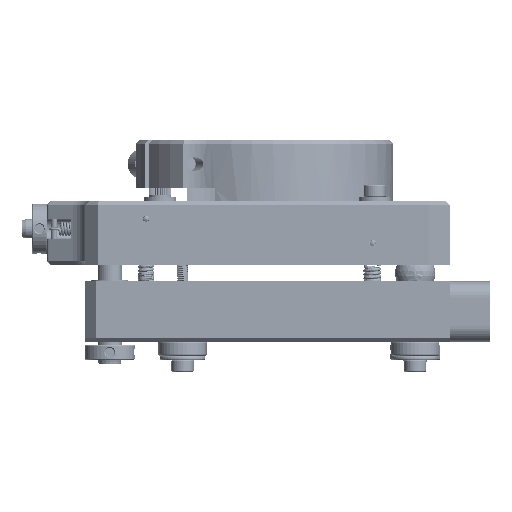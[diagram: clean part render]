
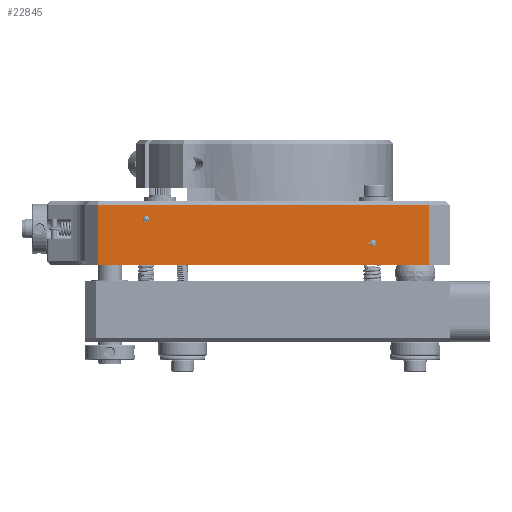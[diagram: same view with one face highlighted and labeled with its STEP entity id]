
A CAD part, left-side view. The second image highlights one B-rep face of the part: STEP entity #22845.
In plain terms, the highlighted planar face has unit normal (-1, 0, 0).
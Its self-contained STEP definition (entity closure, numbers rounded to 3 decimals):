
#1763=FACE_BOUND('',#3650,.T.);
#1764=FACE_BOUND('',#3651,.T.);
#2183=FACE_OUTER_BOUND('',#3649,.T.);
#3649=EDGE_LOOP('',(#16402,#16403,#16404,#16405));
#3650=EDGE_LOOP('',(#16406));
#3651=EDGE_LOOP('',(#16407));
#5107=LINE('',#34563,#6824);
#5338=LINE('',#36031,#7055);
#5372=LINE('',#36344,#7089);
#5373=LINE('',#36346,#7090);
#6824=VECTOR('',#27448,10.);
#7055=VECTOR('',#28247,10.);
#7089=VECTOR('',#28341,10.);
#7090=VECTOR('',#28344,10.);
#8626=CIRCLE('',#24688,0.8);
#8711=CIRCLE('',#24886,0.8);
#9690=VERTEX_POINT('',#34560);
#9691=VERTEX_POINT('',#34562);
#9803=VERTEX_POINT('',#35295);
#9999=VERTEX_POINT('',#36028);
#10012=VERTEX_POINT('',#36342);
#10013=VERTEX_POINT('',#36347);
#11954=EDGE_CURVE('',#9691,#9690,#5107,.T.);
#12118=EDGE_CURVE('',#9803,#9803,#8626,.T.);
#12394=EDGE_CURVE('',#9691,#9999,#5338,.T.);
#12442=EDGE_CURVE('',#9999,#10012,#5372,.T.);
#12443=EDGE_CURVE('',#10012,#9690,#5373,.T.);
#12444=EDGE_CURVE('',#10013,#10013,#8711,.T.);
#16402=ORIENTED_EDGE('',*,*,#12443,.F.);
#16403=ORIENTED_EDGE('',*,*,#12442,.F.);
#16404=ORIENTED_EDGE('',*,*,#12394,.F.);
#16405=ORIENTED_EDGE('',*,*,#11954,.T.);
#16406=ORIENTED_EDGE('',*,*,#12118,.T.);
#16407=ORIENTED_EDGE('',*,*,#12444,.T.);
#21952=PLANE('',#24885);
#22845=ADVANCED_FACE('',(#2183,#1763,#1764),#21952,.T.);
#24688=AXIS2_PLACEMENT_3D('',#35296,#27735,#27736);
#24885=AXIS2_PLACEMENT_3D('',#36345,#28342,#28343);
#24886=AXIS2_PLACEMENT_3D('',#36348,#28345,#28346);
#27448=DIRECTION('',(0.,-1.,0.));
#27735=DIRECTION('center_axis',(1.,0.,0.));
#27736=DIRECTION('ref_axis',(0.,-1.,0.));
#28247=DIRECTION('',(0.,0.,1.));
#28341=DIRECTION('',(0.,-1.,0.));
#28342=DIRECTION('center_axis',(-1.,0.,0.));
#28343=DIRECTION('ref_axis',(0.,-1.,0.));
#28344=DIRECTION('',(0.,0.,-1.));
#28345=DIRECTION('center_axis',(1.,0.,0.));
#28346=DIRECTION('ref_axis',(0.,-1.,0.));
#34560=CARTESIAN_POINT('',(-45.,-40.,56.869));
#34562=CARTESIAN_POINT('',(-45.,42.,56.869));
#34563=CARTESIAN_POINT('',(-45.,45.,56.869));
#35295=CARTESIAN_POINT('',(-45.,-25.2,62.369));
#35296=CARTESIAN_POINT('Origin',(-45.,-26.,62.369));
#36028=CARTESIAN_POINT('',(-45.,42.,71.869));
#36031=CARTESIAN_POINT('',(-45.,42.,56.869));
#36342=CARTESIAN_POINT('',(-45.,-40.,71.869));
#36344=CARTESIAN_POINT('',(-45.,22.5,71.869));
#36345=CARTESIAN_POINT('Origin',(-45.,45.,56.869));
#36346=CARTESIAN_POINT('',(-45.,-40.,56.869));
#36347=CARTESIAN_POINT('',(-45.,30.8,68.369));
#36348=CARTESIAN_POINT('Origin',(-45.,30.,68.369));
